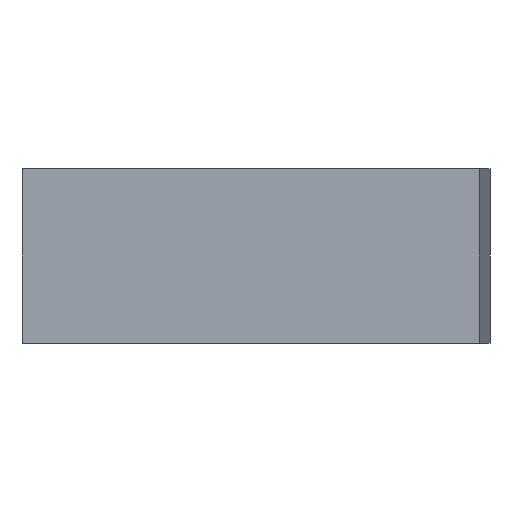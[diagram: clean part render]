
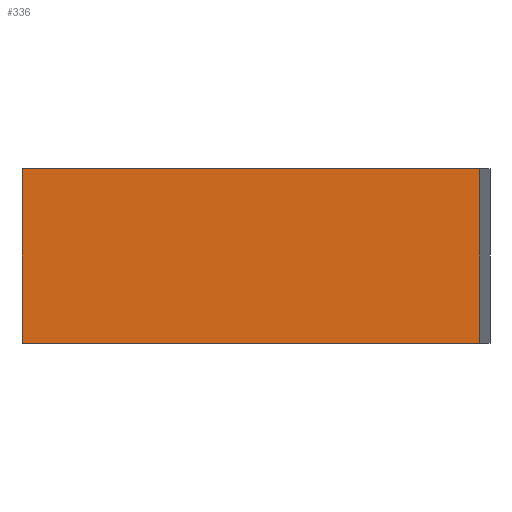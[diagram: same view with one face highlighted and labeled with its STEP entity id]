
A CAD part, left-side view. The second image highlights one B-rep face of the part: STEP entity #336.
In plain terms, the highlighted planar face has unit normal (-1, 0.013, 0).
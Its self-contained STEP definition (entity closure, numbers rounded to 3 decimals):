
#204=CARTESIAN_POINT('',(-16.049,9.236,6.3));
#205=VERTEX_POINT('',#204);
#212=CARTESIAN_POINT('',(-16.285,-8.813,6.3));
#213=VERTEX_POINT('',#212);
#214=CARTESIAN_POINT('',(-16.049,9.236,6.3));
#215=DIRECTION('',(-0.013,-1.,0.));
#216=VECTOR('',#215,18.05);
#217=LINE('',#214,#216);
#218=EDGE_CURVE('',#205,#213,#217,.T.);
#244=CARTESIAN_POINT('',(-16.285,-8.813,-0.6));
#245=VERTEX_POINT('',#244);
#252=CARTESIAN_POINT('',(-16.049,9.236,-0.6));
#253=VERTEX_POINT('',#252);
#254=CARTESIAN_POINT('',(-16.049,9.236,-0.6));
#255=DIRECTION('',(-0.013,-1.,0.));
#256=VECTOR('',#255,18.05);
#257=LINE('',#254,#256);
#258=EDGE_CURVE('',#253,#245,#257,.T.);
#282=CARTESIAN_POINT('',(-16.049,9.236,6.3));
#283=DIRECTION('',(0.,0.,-1.));
#284=VECTOR('',#283,6.9);
#285=LINE('',#282,#284);
#286=EDGE_CURVE('',#205,#253,#285,.T.);
#313=CARTESIAN_POINT('',(-16.285,-8.813,6.3));
#314=DIRECTION('',(0.,0.,-1.));
#315=VECTOR('',#314,6.9);
#316=LINE('',#313,#315);
#317=EDGE_CURVE('',#213,#245,#316,.T.);
#325=CARTESIAN_POINT('',(-16.167,0.212,-0.4));
#326=DIRECTION('',(-1.,0.013,0.));
#327=DIRECTION('',(0.,0.,1.));
#328=AXIS2_PLACEMENT_3D('',#325,#326,#327);
#329=PLANE('',#328);
#330=ORIENTED_EDGE('',*,*,#218,.F.);
#331=ORIENTED_EDGE('',*,*,#286,.T.);
#332=ORIENTED_EDGE('',*,*,#258,.T.);
#333=ORIENTED_EDGE('',*,*,#317,.F.);
#334=EDGE_LOOP('',(#330,#331,#332,#333));
#335=FACE_BOUND('',#334,.T.);
#336=ADVANCED_FACE('',(#335),#329,.T.);
